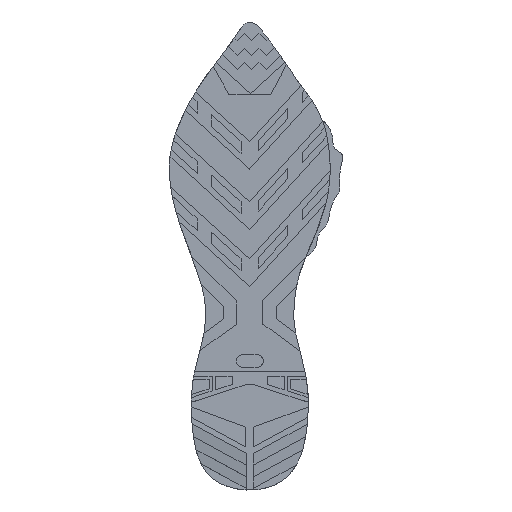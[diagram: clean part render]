
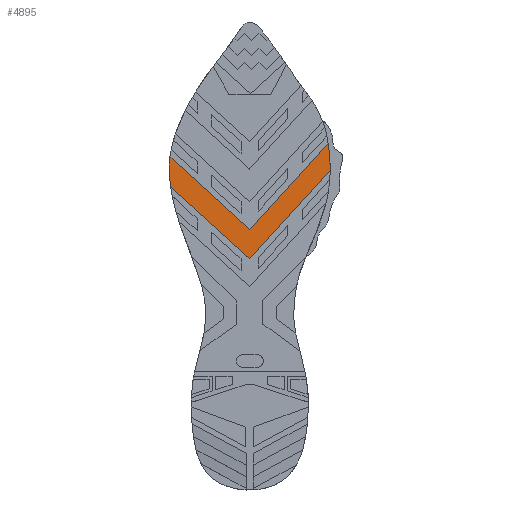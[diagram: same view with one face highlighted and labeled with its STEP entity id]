
A CAD part, top view. The second image highlights one B-rep face of the part: STEP entity #4895.
In plain terms, the highlighted face is planar.
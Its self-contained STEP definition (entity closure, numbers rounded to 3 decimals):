
#20 = ORIENTED_EDGE ( 'NONE', *, *, #1981, .T. ) ;
#83 = FACE_OUTER_BOUND ( 'NONE', #1670, .T. ) ;
#172 = EDGE_CURVE ( 'NONE', #1609, #4885, #2575, .T. ) ;
#200 = B_SPLINE_CURVE_WITH_KNOTS ( 'NONE', 3,
 ( #6007, #5499, #341, #2421, #4483, #6547 ),
 .UNSPECIFIED., .F., .F.,
 ( 4, 1, 1, 4 ),
 ( 0.151, 0.152, 0.167, 0.175 ),
 .UNSPECIFIED. ) ;
#341 = CARTESIAN_POINT ( 'NONE',  ( 55.105, 3., -102.894 ) ) ;
#415 = ORIENTED_EDGE ( 'NONE', *, *, #818, .T. ) ;
#545 = ORIENTED_EDGE ( 'NONE', *, *, #172, .F. ) ;
#587 = VECTOR ( 'NONE', #2098, 1000. ) ;
#696 = CARTESIAN_POINT ( 'NONE',  ( -54.34, 3., -112.681 ) ) ;
#818 = EDGE_CURVE ( 'NONE', #6542, #2137, #5684, .T. ) ;
#1076 = VERTEX_POINT ( 'NONE', #4651 ) ;
#1148 = LINE ( 'NONE', #3221, #2093 ) ;
#1278 = DIRECTION ( 'NONE',  ( 0.673, 0., 0.74 ) ) ;
#1446 = VECTOR ( 'NONE', #6577, 1000. ) ;
#1609 = VERTEX_POINT ( 'NONE', #3718 ) ;
#1670 = EDGE_LOOP ( 'NONE', ( #545, #3458, #415, #4304, #2526, #20 ) ) ;
#1981 = EDGE_CURVE ( 'NONE', #3536, #4885, #200, .T. ) ;
#2030 = CARTESIAN_POINT ( 'NONE',  ( 54.551, 3., -107.835 ) ) ;
#2093 = VECTOR ( 'NONE', #5289, 1000. ) ;
#2098 = DIRECTION ( 'NONE',  ( 0.673, 0., 0.74 ) ) ;
#2137 = VERTEX_POINT ( 'NONE', #2743 ) ;
#2259 = DIRECTION ( 'NONE',  ( 0., -1., 0. ) ) ;
#2391 = CARTESIAN_POINT ( 'NONE',  ( -55.013, 3., -100.256 ) ) ;
#2404 = LINE ( 'NONE', #4467, #4053 ) ;
#2421 = CARTESIAN_POINT ( 'NONE',  ( 55.059, 3., -95.959 ) ) ;
#2472 = EDGE_CURVE ( 'NONE', #6542, #1609, #2404, .T. ) ;
#2486 = CARTESIAN_POINT ( 'NONE',  ( -18.986, 3., -20.88 ) ) ;
#2526 = ORIENTED_EDGE ( 'NONE', *, *, #3201, .F. ) ;
#2575 = LINE ( 'NONE', #2486, #1446 ) ;
#2736 = CARTESIAN_POINT ( 'NONE',  ( 0., 3., 0. ) ) ;
#2743 = CARTESIAN_POINT ( 'NONE',  ( -53.596, 3., -117.179 ) ) ;
#2770 = CARTESIAN_POINT ( 'NONE',  ( 54.096, 3., -87.331 ) ) ;
#3201 = EDGE_CURVE ( 'NONE', #3536, #1076, #1148, .T. ) ;
#3221 = CARTESIAN_POINT ( 'NONE',  ( -28.986, 3., -31.879 ) ) ;
#3458 = ORIENTED_EDGE ( 'NONE', *, *, #2472, .F. ) ;
#3531 = CARTESIAN_POINT ( 'NONE',  ( 28.986, 3., -26.356 ) ) ;
#3536 = VERTEX_POINT ( 'NONE', #2030 ) ;
#3718 = CARTESIAN_POINT ( 'NONE',  ( 0., 3., -38.144 ) ) ;
#3817 = DIRECTION ( 'NONE',  ( 0., 0., -1. ) ) ;
#3999 = CARTESIAN_POINT ( 'NONE',  ( -54.991, 3., -98.622 ) ) ;
#4053 = VECTOR ( 'NONE', #1278, 1000. ) ;
#4304 = ORIENTED_EDGE ( 'NONE', *, *, #4754, .T. ) ;
#4453 = CARTESIAN_POINT ( 'NONE',  ( -54.95, 3., -106.378 ) ) ;
#4467 = CARTESIAN_POINT ( 'NONE',  ( 18.986, 3., -17.263 ) ) ;
#4483 = CARTESIAN_POINT ( 'NONE',  ( 54.401, 3., -89.592 ) ) ;
#4636 = LINE ( 'NONE', #3531, #587 ) ;
#4651 = CARTESIAN_POINT ( 'NONE',  ( 0., 3., -58.234 ) ) ;
#4754 = EDGE_CURVE ( 'NONE', #2137, #1076, #4636, .T. ) ;
#4834 = PLANE ( 'NONE',  #5680 ) ;
#4885 = VERTEX_POINT ( 'NONE', #2770 ) ;
#4895 = ADVANCED_FACE ( 'NONE', ( #83 ), #4834, .T. ) ;
#5289 = DIRECTION ( 'NONE',  ( -0.74, 0., 0.673 ) ) ;
#5377 = CARTESIAN_POINT ( 'NONE',  ( -54.991, 3., -98.622 ) ) ;
#5499 = CARTESIAN_POINT ( 'NONE',  ( 54.589, 3., -107.512 ) ) ;
#5680 = AXIS2_PLACEMENT_3D ( 'NONE', #2736, #2259, #3817 ) ;
#5684 = B_SPLINE_CURVE_WITH_KNOTS ( 'NONE', 3,
 ( #5377, #2391, #4453, #696, #6518 ),
 .UNSPECIFIED., .F., .F.,
 ( 4, 1, 4 ),
 ( 0.838, 0.843, 0.855 ),
 .UNSPECIFIED. ) ;
#6007 = CARTESIAN_POINT ( 'NONE',  ( 54.551, 3., -107.835 ) ) ;
#6518 = CARTESIAN_POINT ( 'NONE',  ( -53.596, 3., -117.179 ) ) ;
#6542 = VERTEX_POINT ( 'NONE', #3999 ) ;
#6547 = CARTESIAN_POINT ( 'NONE',  ( 54.096, 3., -87.331 ) ) ;
#6577 = DIRECTION ( 'NONE',  ( 0.74, 0., -0.673 ) ) ;
